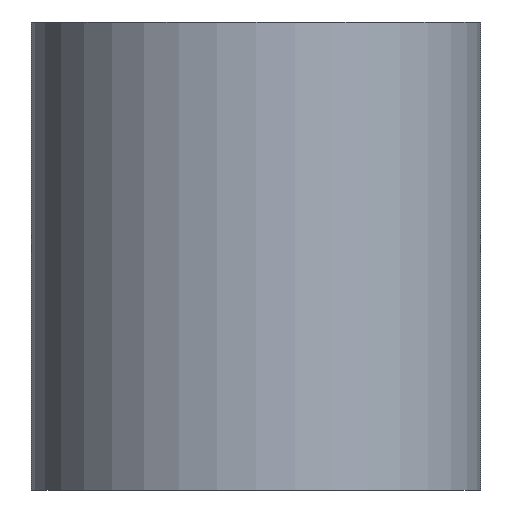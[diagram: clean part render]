
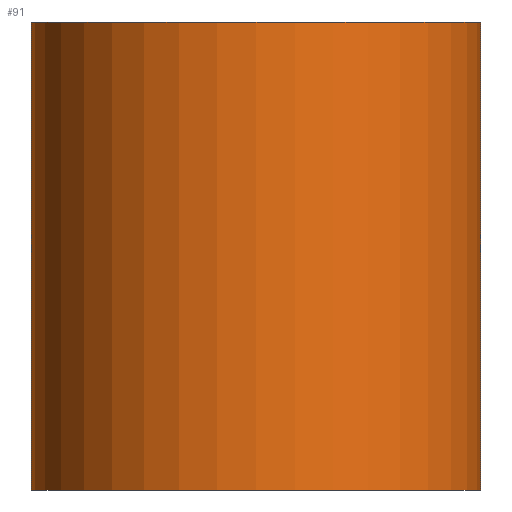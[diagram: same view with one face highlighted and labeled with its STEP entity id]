
A CAD part, front view. The second image highlights one B-rep face of the part: STEP entity #91.
In plain terms, the highlighted cylindrical face has radius 1.2 mm (diameter 2.4 mm), a partial arc.
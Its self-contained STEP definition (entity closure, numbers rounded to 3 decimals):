
#4 = VERTEX_POINT ( 'NONE', #193 ) ;
#8 = CIRCLE ( 'NONE', #182, 1.2 ) ;
#15 = FACE_OUTER_BOUND ( 'NONE', #131, .T. ) ;
#16 = CIRCLE ( 'NONE', #158, 1.2 ) ;
#22 = VERTEX_POINT ( 'NONE', #138 ) ;
#24 = VECTOR ( 'NONE', #168, 1000. ) ;
#25 = DIRECTION ( 'NONE',  ( 0., 0., 1. ) ) ;
#27 = LINE ( 'NONE', #106, #24 ) ;
#39 = EDGE_CURVE ( 'NONE', #49, #50, #8, .T. ) ;
#40 = CARTESIAN_POINT ( 'NONE',  ( 1.2, 0., -1.25 ) ) ;
#43 = DIRECTION ( 'NONE',  ( 0., 0., -1. ) ) ;
#46 = AXIS2_PLACEMENT_3D ( 'NONE', #171, #59, #75 ) ;
#49 = VERTEX_POINT ( 'NONE', #162 ) ;
#50 = VERTEX_POINT ( 'NONE', #40 ) ;
#54 = CARTESIAN_POINT ( 'NONE',  ( 0., 0., -1.25 ) ) ;
#58 = CYLINDRICAL_SURFACE ( 'NONE', #46, 1.2 ) ;
#59 = DIRECTION ( 'NONE',  ( 0., 0., -1. ) ) ;
#73 = DIRECTION ( 'NONE',  ( 1., 0., 0. ) ) ;
#75 = DIRECTION ( 'NONE',  ( -1., 0., 0. ) ) ;
#79 = EDGE_CURVE ( 'NONE', #4, #50, #176, .T. ) ;
#87 = ORIENTED_EDGE ( 'NONE', *, *, #39, .T. ) ;
#91 = ADVANCED_FACE ( 'NONE', ( #15 ), #58, .T. ) ;
#93 = EDGE_CURVE ( 'NONE', #22, #4, #16, .T. ) ;
#106 = CARTESIAN_POINT ( 'NONE',  ( -1.2, 0., 4.644 ) ) ;
#115 = DIRECTION ( 'NONE',  ( 1., 0., 0. ) ) ;
#120 = CARTESIAN_POINT ( 'NONE',  ( 1.2, 0., 4.644 ) ) ;
#131 = EDGE_LOOP ( 'NONE', ( #146, #188, #144, #87 ) ) ;
#138 = CARTESIAN_POINT ( 'NONE',  ( -1.2, 0., 1.25 ) ) ;
#141 = VECTOR ( 'NONE', #43, 1000. ) ;
#144 = ORIENTED_EDGE ( 'NONE', *, *, #170, .T. ) ;
#146 = ORIENTED_EDGE ( 'NONE', *, *, #79, .F. ) ;
#153 = CARTESIAN_POINT ( 'NONE',  ( 0., 0., 1.25 ) ) ;
#158 = AXIS2_PLACEMENT_3D ( 'NONE', #153, #196, #73 ) ;
#162 = CARTESIAN_POINT ( 'NONE',  ( -1.2, 0., -1.25 ) ) ;
#168 = DIRECTION ( 'NONE',  ( 0., 0., -1. ) ) ;
#170 = EDGE_CURVE ( 'NONE', #22, #49, #27, .T. ) ;
#171 = CARTESIAN_POINT ( 'NONE',  ( 0., 0., 4.644 ) ) ;
#176 = LINE ( 'NONE', #120, #141 ) ;
#182 = AXIS2_PLACEMENT_3D ( 'NONE', #54, #25, #115 ) ;
#188 = ORIENTED_EDGE ( 'NONE', *, *, #93, .F. ) ;
#193 = CARTESIAN_POINT ( 'NONE',  ( 1.2, 0., 1.25 ) ) ;
#196 = DIRECTION ( 'NONE',  ( 0., 0., 1. ) ) ;
